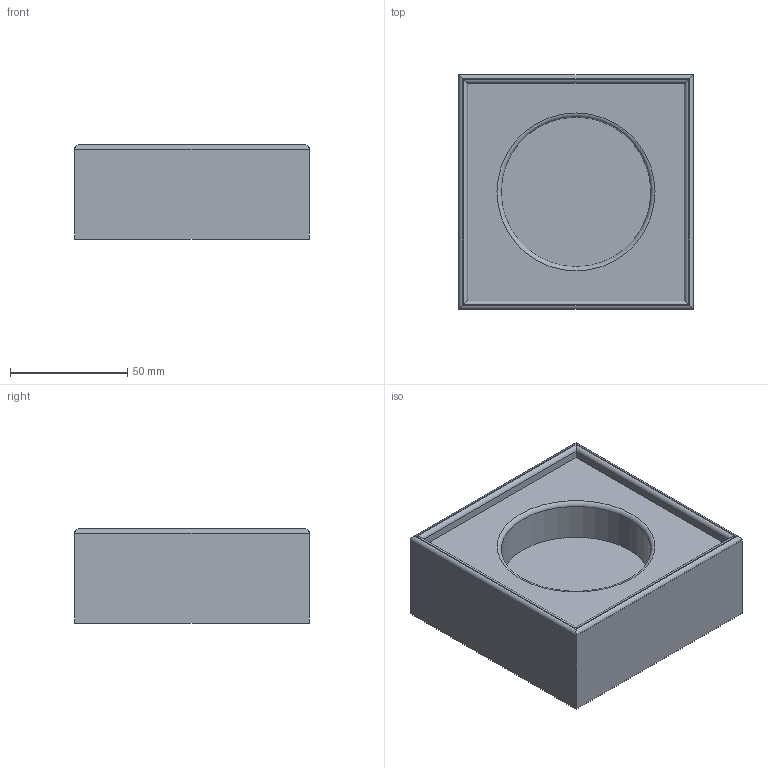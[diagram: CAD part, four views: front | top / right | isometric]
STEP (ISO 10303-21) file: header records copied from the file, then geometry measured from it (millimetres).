
FILE_DESCRIPTION(/* description */ (''),/* implementation_level */ '2;1');
FILE_NAME(/* name */ 'Dexcom G7 Holder.step',/* time_stamp */ '2024-07-20T15:36:49-05:00',/* author */ (''),/* organization */ (''),/* preprocessor_version */ 'ST-DEVELOPER v20',/* originating_system */ 'Autodesk Translation Framework v13.14.0.145',/* authorisation */ '');
FILE_SCHEMA (('AUTOMOTIVE_DESIGN { 1 0 10303 214 3 1 1 }'));
Length unit declared in the file: inch
Products named in the file (1): Dexcom G7 Holder
Bounding box: 100 x 100 x 40.08 mm (x, y, z)
Volume: 300027.8 mm3; surface area: 40731.6 mm2
Topology: 1 solids, 1 shells, 22 faces, 45 edges, 27 vertices
Faces by surface type: plane 12, cylinder 9, torus 1
Full cylindrical faces by diameter (mm): 63.754 x1
Entity records: 604 total; most frequent: DIRECTION 103, CARTESIAN_POINT 95, ORIENTED_EDGE 90, EDGE_CURVE 45, AXIS2_PLACEMENT_3D 35, LINE 33, VECTOR 33, VERTEX_POINT 27
